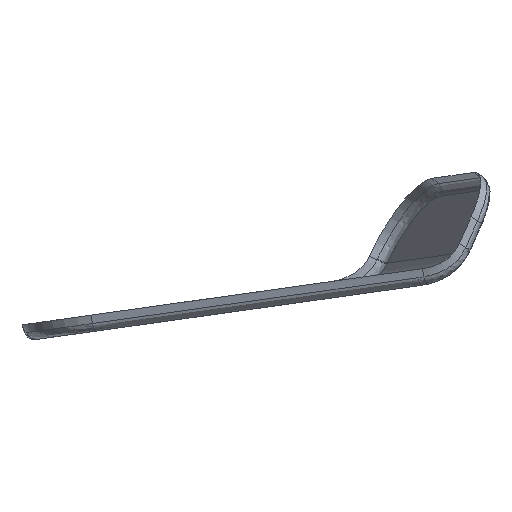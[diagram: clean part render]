
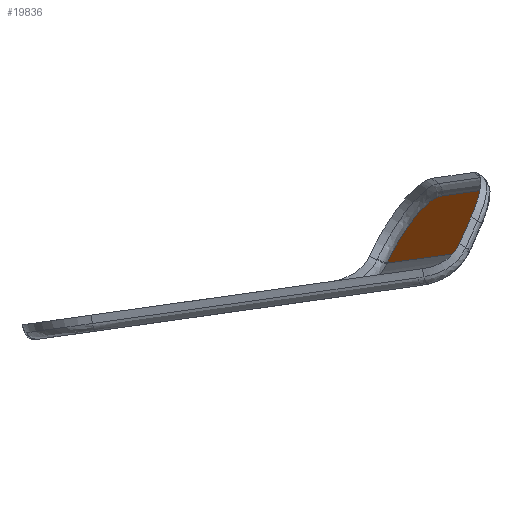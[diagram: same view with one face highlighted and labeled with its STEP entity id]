
A CAD part, front view. The second image highlights one B-rep face of the part: STEP entity #19836.
In plain terms, the highlighted planar face has unit normal (-0.853, -0.285, 0.437).
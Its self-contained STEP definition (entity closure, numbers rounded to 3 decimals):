
#9771=CARTESIAN_POINT(' ',(1698.134,-714.707,1157.282));
#9772=VERTEX_POINT(' ',#9771);
#9786=CARTESIAN_POINT(' ',(1698.134,-714.707,1157.282));
#9791=DIRECTION(' ',(-0.398,-0.188,-0.898));
#9796=VECTOR(' ',#9791,1.);
#9801=LINE('',#9786,#9796);
#9806=CARTESIAN_POINT(' ',(1698.122,-714.712,1157.254));
#9807=VERTEX_POINT(' ',#9806);
#9811=EDGE_CURVE(' ',#9772,#9807,#9801,.T.);
#11371=CARTESIAN_POINT(' ',(1698.122,-714.712,1157.254));
#11376=DIRECTION(' ',(-0.339,0.94,-0.048));
#11381=VECTOR(' ',#11376,1.);
#11386=LINE('',#11371,#11381);
#11391=CARTESIAN_POINT(' ',(1668.763,-633.254,1153.128));
#11392=VERTEX_POINT(' ',#11391);
#11396=EDGE_CURVE(' ',#9807,#11392,#11386,.T.);
#19611=CARTESIAN_POINT(' ',(1702.37,-712.697,1166.849));
#19612=VERTEX_POINT(' ',#19611);
#19626=CARTESIAN_POINT(' ',(1702.37,-712.697,1166.849));
#19631=DIRECTION(' ',(-0.398,-0.189,-0.898));
#19636=VECTOR(' ',#19631,1.);
#19641=LINE('',#19626,#19636);
#19646=EDGE_CURVE(' ',#19612,#9772,#19641,.T.);
#19676=DIRECTION(' ',(-0.853,-0.285,0.437));
#19681=CARTESIAN_POINT(' ',(1696.219,-715.349,1153.128));
#19686=DIRECTION(' ',(0.415,0.139,0.899));
#19691=AXIS2_PLACEMENT_3D(' ',#19681,#19676,#19686);
#19696=PLANE('',#19691);
#19701=CARTESIAN_POINT(' ',(1697.437,-699.019,1166.151));
#19706=DIRECTION(' ',(-0.853,-0.285,0.437));
#19711=DIRECTION(' ',(0.339,-0.94,0.048));
#19716=AXIS2_PLACEMENT_3D(' ',#19701,#19706,#19711);
#19721=CIRCLE('',#19716,14.557);
#19726=CARTESIAN_POINT(' ',(1703.223,-696.271,1179.223));
#19727=VERTEX_POINT(' ',#19726);
#19731=EDGE_CURVE(' ',#19612,#19727,#19721,.T.);
#19736=ORIENTED_EDGE(' ',*,*,#19731,.T.);
#19741=CARTESIAN_POINT(' ',(1703.223,-696.271,1179.223));
#19746=DIRECTION(' ',(-0.339,0.94,-0.048));
#19751=VECTOR(' ',#19746,1.);
#19756=LINE('',#19741,#19751);
#19761=CARTESIAN_POINT(' ',(1688.093,-654.293,1177.097));
#19762=VERTEX_POINT(' ',#19761);
#19766=EDGE_CURVE(' ',#19727,#19762,#19756,.T.);
#19771=ORIENTED_EDGE(' ',*,*,#19766,.T.);
#19776=CARTESIAN_POINT(' ',(1677.14,-659.505,1152.344));
#19781=DIRECTION(' ',(-0.853,-0.285,0.437));
#19786=DIRECTION(' ',(0.397,0.189,0.898));
#19791=AXIS2_PLACEMENT_3D(' ',#19776,#19781,#19786);
#19796=CIRCLE('',#19791,27.566);
#19801=EDGE_CURVE(' ',#19762,#11392,#19796,.T.);
#19806=ORIENTED_EDGE(' ',*,*,#19801,.T.);
#19811=ORIENTED_EDGE(' ',*,*,#11396,.F.);
#19816=ORIENTED_EDGE(' ',*,*,#9811,.F.);
#19821=ORIENTED_EDGE(' ',*,*,#19646,.F.);
#19826=EDGE_LOOP(' ',(#19736,#19771,#19806,#19811,#19816,#19821));
#19831=FACE_OUTER_BOUND(' ',#19826,.T.);
#19836=ADVANCED_FACE('',(#19831),#19696,.T.);
